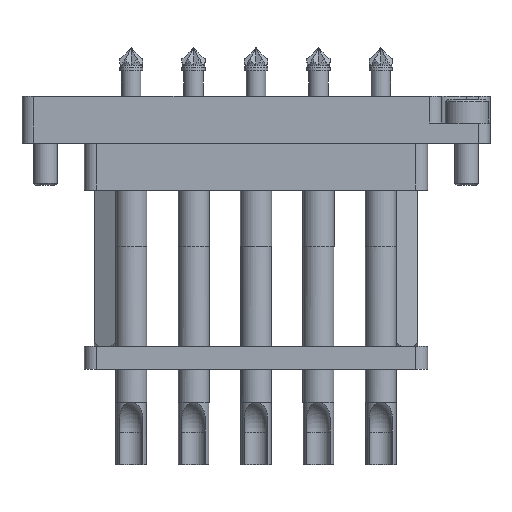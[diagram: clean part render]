
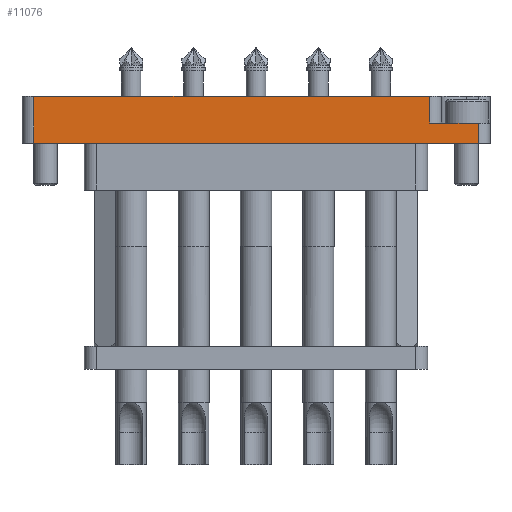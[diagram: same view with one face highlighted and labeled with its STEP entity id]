
A CAD part, left-side view. The second image highlights one B-rep face of the part: STEP entity #11076.
In plain terms, the highlighted face is planar.
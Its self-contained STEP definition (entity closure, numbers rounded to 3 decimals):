
#45 = ORIENTED_EDGE ( 'NONE', *, *, #1288, .T. ) ;
#115 = EDGE_CURVE ( 'NONE', #3261, #1104, #3860, .T. ) ;
#307 = CARTESIAN_POINT ( 'NONE',  ( 30., 0., -14.35 ) ) ;
#330 = PLANE ( 'NONE',  #10934 ) ;
#873 = CARTESIAN_POINT ( 'NONE',  ( -30., 0., -14.35 ) ) ;
#1104 = VERTEX_POINT ( 'NONE', #6130 ) ;
#1288 = EDGE_CURVE ( 'NONE', #11316, #13260, #16022, .T. ) ;
#1976 = ORIENTED_EDGE ( 'NONE', *, *, #115, .T. ) ;
#2435 = VECTOR ( 'NONE', #12168, 1000. ) ;
#2832 = CARTESIAN_POINT ( 'NONE',  ( 28.5, 0., -14.35 ) ) ;
#2843 = LINE ( 'NONE', #9757, #8184 ) ;
#3261 = VERTEX_POINT ( 'NONE', #9171 ) ;
#3749 = VECTOR ( 'NONE', #19023, 1000. ) ;
#3855 = ORIENTED_EDGE ( 'NONE', *, *, #15108, .F. ) ;
#3860 = LINE ( 'NONE', #21073, #19701 ) ;
#4376 = LINE ( 'NONE', #16674, #19620 ) ;
#4594 = DIRECTION ( 'NONE',  ( 0., 1., 0. ) ) ;
#4615 = EDGE_CURVE ( 'NONE', #13260, #21866, #2843, .T. ) ;
#5645 = VERTEX_POINT ( 'NONE', #6481 ) ;
#5664 = DIRECTION ( 'NONE',  ( -1., 0., 0. ) ) ;
#5756 = DIRECTION ( 'NONE',  ( 1., 0., 0. ) ) ;
#6130 = CARTESIAN_POINT ( 'NONE',  ( -28.5, 2.6, -14.35 ) ) ;
#6481 = CARTESIAN_POINT ( 'NONE',  ( -22.25, 2.6, -14.35 ) ) ;
#6902 = VECTOR ( 'NONE', #5756, 1000. ) ;
#8184 = VECTOR ( 'NONE', #16738, 1000. ) ;
#8627 = CARTESIAN_POINT ( 'NONE',  ( 28.5, 6., -14.35 ) ) ;
#8948 = FACE_OUTER_BOUND ( 'NONE', #11528, .T. ) ;
#9171 = CARTESIAN_POINT ( 'NONE',  ( -28.5, 0., -14.35 ) ) ;
#9757 = CARTESIAN_POINT ( 'NONE',  ( 28.5, 0., -14.35 ) ) ;
#10453 = DIRECTION ( 'NONE',  ( 0., 1., 0. ) ) ;
#10934 = AXIS2_PLACEMENT_3D ( 'NONE', #873, #21711, #5664 ) ;
#11076 = ADVANCED_FACE ( 'NONE', ( #8948 ), #330, .T. ) ;
#11316 = VERTEX_POINT ( 'NONE', #15877 ) ;
#11528 = EDGE_LOOP ( 'NONE', ( #3855, #14679, #45, #22055, #20903, #1976 ) ) ;
#12168 = DIRECTION ( 'NONE',  ( -1., 0., 0. ) ) ;
#13260 = VERTEX_POINT ( 'NONE', #8627 ) ;
#14679 = ORIENTED_EDGE ( 'NONE', *, *, #16944, .T. ) ;
#15108 = EDGE_CURVE ( 'NONE', #5645, #1104, #21071, .T. ) ;
#15877 = CARTESIAN_POINT ( 'NONE',  ( -22.25, 6., -14.35 ) ) ;
#15903 = LINE ( 'NONE', #307, #3749 ) ;
#16022 = LINE ( 'NONE', #21378, #6902 ) ;
#16674 = CARTESIAN_POINT ( 'NONE',  ( -22.25, 6., -14.35 ) ) ;
#16738 = DIRECTION ( 'NONE',  ( 0., -1., 0. ) ) ;
#16944 = EDGE_CURVE ( 'NONE', #5645, #11316, #4376, .T. ) ;
#19023 = DIRECTION ( 'NONE',  ( -1., 0., 0. ) ) ;
#19620 = VECTOR ( 'NONE', #4594, 1000. ) ;
#19701 = VECTOR ( 'NONE', #10453, 1000. ) ;
#20861 = CARTESIAN_POINT ( 'NONE',  ( -30., 2.6, -14.35 ) ) ;
#20903 = ORIENTED_EDGE ( 'NONE', *, *, #22155, .T. ) ;
#21071 = LINE ( 'NONE', #20861, #2435 ) ;
#21073 = CARTESIAN_POINT ( 'NONE',  ( -28.5, 2.6, -14.35 ) ) ;
#21378 = CARTESIAN_POINT ( 'NONE',  ( -30., 6., -14.35 ) ) ;
#21711 = DIRECTION ( 'NONE',  ( 0., 0., -1. ) ) ;
#21866 = VERTEX_POINT ( 'NONE', #2832 ) ;
#22055 = ORIENTED_EDGE ( 'NONE', *, *, #4615, .T. ) ;
#22155 = EDGE_CURVE ( 'NONE', #21866, #3261, #15903, .T. ) ;
